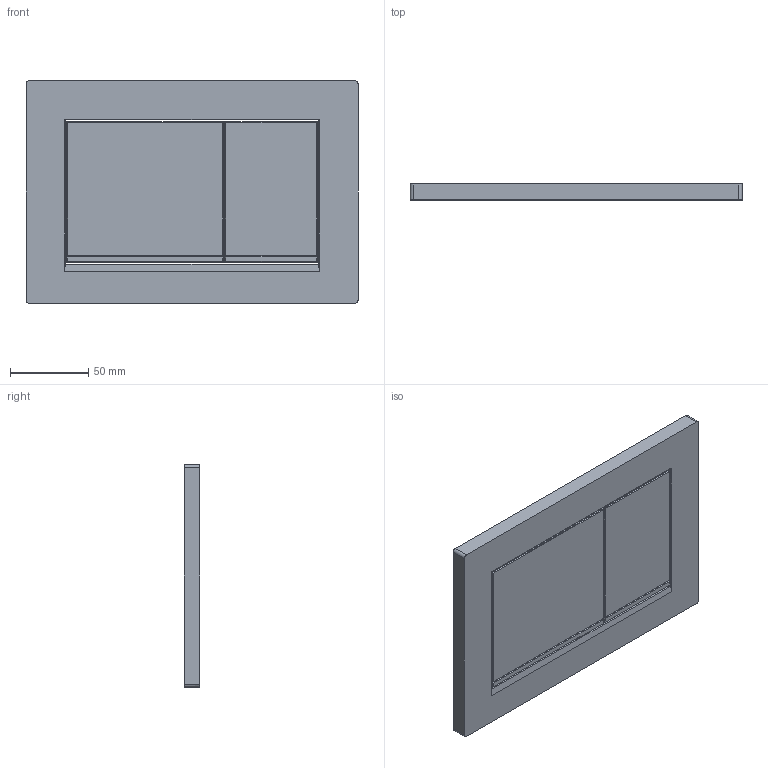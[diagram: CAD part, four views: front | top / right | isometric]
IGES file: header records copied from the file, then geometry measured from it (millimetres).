
Global section: file name: 115080; native system: Autodesk Inventor 2018; preprocessor: unknown; author: JANAN; date: 20211008.092041; units: millimetre
Bounding box: 212 x 10 x 142 mm (x, y, z)
Volume: 294526.8 mm3; surface area: 81223 mm2
Topology: 5 solids, 5 shells, 76 faces, 184 edges, 118 vertices
Faces by surface type: bspline 76
